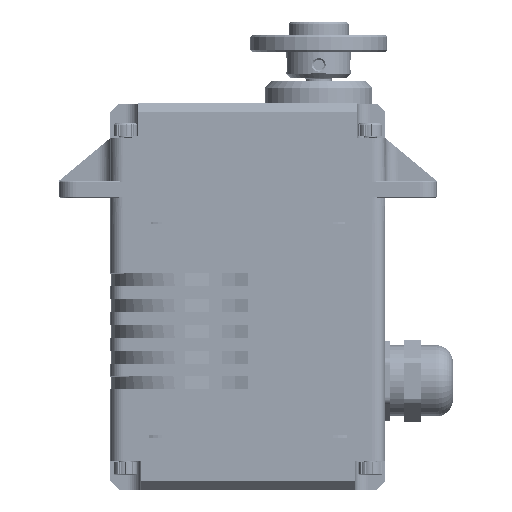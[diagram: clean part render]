
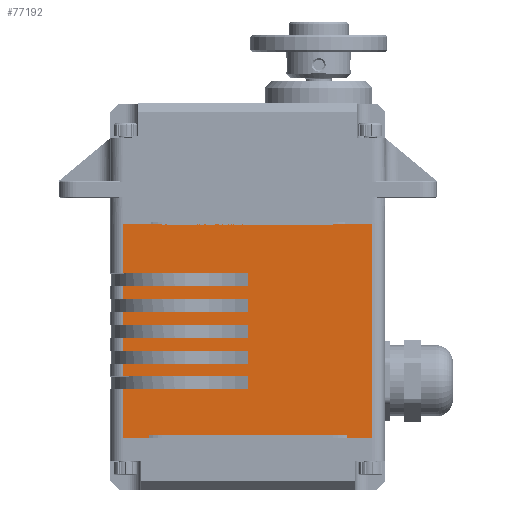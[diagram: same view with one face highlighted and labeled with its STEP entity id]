
A CAD part, top view. The second image highlights one B-rep face of the part: STEP entity #77192.
In plain terms, the highlighted planar face has unit normal (0, 0, 1).
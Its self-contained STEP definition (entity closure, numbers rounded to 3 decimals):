
#75084=DIRECTION('',(-1.,0.,0.));
#75085=VECTOR('',#75084,58.);
#75086=CARTESIAN_POINT('',(29.,0.,16.5));
#75087=LINE('',#75086,#75085);
#75255=DIRECTION('',(0.,-1.,0.));
#75256=VECTOR('',#75255,3.);
#75257=CARTESIAN_POINT('',(0.,-11.5,16.5));
#75258=LINE('',#75257,#75256);
#75264=DIRECTION('',(-1.,0.,0.));
#75265=VECTOR('',#75264,29.);
#75266=CARTESIAN_POINT('',(0.,-14.5,16.5));
#75267=LINE('',#75266,#75265);
#75302=DIRECTION('',(-1.,0.,0.));
#75303=VECTOR('',#75302,5.889);
#75304=CARTESIAN_POINT('',(-23.111,-49.8,16.5));
#75305=LINE('',#75304,#75303);
#75306=DIRECTION('',(-1.,0.,0.));
#75307=VECTOR('',#75306,29.);
#75308=CARTESIAN_POINT('',(0.,-35.5,16.5));
#75309=LINE('',#75308,#75307);
#75310=DIRECTION('',(-1.,0.,0.));
#75311=VECTOR('',#75310,29.);
#75312=CARTESIAN_POINT('',(0.,-29.5,16.5));
#75313=LINE('',#75312,#75311);
#75314=DIRECTION('',(-1.,0.,0.));
#75315=VECTOR('',#75314,29.);
#75316=CARTESIAN_POINT('',(0.,-23.5,16.5));
#75317=LINE('',#75316,#75315);
#75318=DIRECTION('',(-1.,0.,0.));
#75319=VECTOR('',#75318,29.);
#75320=CARTESIAN_POINT('',(0.,-17.5,16.5));
#75321=LINE('',#75320,#75319);
#75322=DIRECTION('',(-1.,0.,0.));
#75323=VECTOR('',#75322,29.);
#75324=CARTESIAN_POINT('',(0.,-11.5,16.5));
#75325=LINE('',#75324,#75323);
#75326=DIRECTION('',(-1.,0.,0.));
#75327=VECTOR('',#75326,5.889);
#75328=CARTESIAN_POINT('',(29.,-49.8,16.5));
#75329=LINE('',#75328,#75327);
#75330=DIRECTION('',(-1.,0.,0.));
#75331=VECTOR('',#75330,46.223);
#75332=CARTESIAN_POINT('',(23.111,-49.2,16.5));
#75333=LINE('',#75332,#75331);
#75334=DIRECTION('',(0.,-1.,0.));
#75335=VECTOR('',#75334,0.6);
#75336=CARTESIAN_POINT('',(-23.111,-49.2,16.5));
#75337=LINE('',#75336,#75335);
#75500=DIRECTION('',(0.,1.,0.));
#75501=VECTOR('',#75500,49.8);
#75502=CARTESIAN_POINT('',(29.,-49.8,16.5));
#75503=LINE('',#75502,#75501);
#75508=DIRECTION('',(0.,-1.,0.));
#75509=VECTOR('',#75508,0.6);
#75510=CARTESIAN_POINT('',(23.111,-49.2,16.5));
#75511=LINE('',#75510,#75509);
#75688=DIRECTION('',(0.,-1.,0.));
#75689=VECTOR('',#75688,3.);
#75690=CARTESIAN_POINT('',(-29.,-14.5,16.5));
#75691=LINE('',#75690,#75689);
#75730=DIRECTION('',(0.,-1.,0.));
#75731=VECTOR('',#75730,3.);
#75732=CARTESIAN_POINT('',(0.,-17.5,16.5));
#75733=LINE('',#75732,#75731);
#75739=DIRECTION('',(-1.,0.,0.));
#75740=VECTOR('',#75739,29.);
#75741=CARTESIAN_POINT('',(0.,-20.5,16.5));
#75742=LINE('',#75741,#75740);
#75777=DIRECTION('',(0.,-1.,0.));
#75778=VECTOR('',#75777,3.);
#75779=CARTESIAN_POINT('',(-29.,-20.5,16.5));
#75780=LINE('',#75779,#75778);
#75819=DIRECTION('',(0.,-1.,0.));
#75820=VECTOR('',#75819,3.);
#75821=CARTESIAN_POINT('',(0.,-23.5,16.5));
#75822=LINE('',#75821,#75820);
#75828=DIRECTION('',(-1.,0.,0.));
#75829=VECTOR('',#75828,29.);
#75830=CARTESIAN_POINT('',(0.,-26.5,16.5));
#75831=LINE('',#75830,#75829);
#75866=DIRECTION('',(0.,-1.,0.));
#75867=VECTOR('',#75866,3.);
#75868=CARTESIAN_POINT('',(-29.,-26.5,16.5));
#75869=LINE('',#75868,#75867);
#75908=DIRECTION('',(0.,-1.,0.));
#75909=VECTOR('',#75908,3.);
#75910=CARTESIAN_POINT('',(0.,-29.5,16.5));
#75911=LINE('',#75910,#75909);
#75917=DIRECTION('',(-1.,0.,0.));
#75918=VECTOR('',#75917,29.);
#75919=CARTESIAN_POINT('',(0.,-32.5,16.5));
#75920=LINE('',#75919,#75918);
#75955=DIRECTION('',(0.,-1.,0.));
#75956=VECTOR('',#75955,3.);
#75957=CARTESIAN_POINT('',(-29.,-32.5,16.5));
#75958=LINE('',#75957,#75956);
#76009=DIRECTION('',(0.,-1.,0.));
#76010=VECTOR('',#76009,3.);
#76011=CARTESIAN_POINT('',(0.,-35.5,16.5));
#76012=LINE('',#76011,#76010);
#76043=DIRECTION('',(-1.,0.,0.));
#76044=VECTOR('',#76043,29.);
#76045=CARTESIAN_POINT('',(0.,-38.5,16.5));
#76046=LINE('',#76045,#76044);
#76092=DIRECTION('',(0.,-1.,0.));
#76093=VECTOR('',#76092,11.3);
#76094=CARTESIAN_POINT('',(-29.,-38.5,16.5));
#76095=LINE('',#76094,#76093);
#76176=DIRECTION('',(0.,-1.,0.));
#76177=VECTOR('',#76176,11.5);
#76178=CARTESIAN_POINT('',(-29.,0.,16.5));
#76179=LINE('',#76178,#76177);
#76290=CARTESIAN_POINT('',(-29.,-35.5,16.5));
#76291=VERTEX_POINT('',#76290);
#76292=CARTESIAN_POINT('',(0.,-35.5,16.5));
#76293=VERTEX_POINT('',#76292);
#76347=CARTESIAN_POINT('',(0.,-32.5,16.5));
#76349=VERTEX_POINT('',#76347);
#76350=CARTESIAN_POINT('',(-29.,-32.5,16.5));
#76351=VERTEX_POINT('',#76350);
#76364=CARTESIAN_POINT('',(0.,-29.5,16.5));
#76365=VERTEX_POINT('',#76364);
#76408=CARTESIAN_POINT('',(-29.,-49.8,16.5));
#76409=VERTEX_POINT('',#76408);
#76410=CARTESIAN_POINT('',(-23.111,-49.8,16.5));
#76411=VERTEX_POINT('',#76410);
#76416=CARTESIAN_POINT('',(29.,-49.8,16.5));
#76417=CARTESIAN_POINT('',(23.111,-49.8,16.5));
#76418=VERTEX_POINT('',#76416);
#76419=VERTEX_POINT('',#76417);
#76458=CARTESIAN_POINT('',(-29.,-26.5,16.5));
#76459=VERTEX_POINT('',#76458);
#76460=CARTESIAN_POINT('',(-29.,-29.5,16.5));
#76461=VERTEX_POINT('',#76460);
#76462=CARTESIAN_POINT('',(-29.,-20.5,16.5));
#76463=VERTEX_POINT('',#76462);
#76464=CARTESIAN_POINT('',(-29.,-23.5,16.5));
#76465=VERTEX_POINT('',#76464);
#76466=CARTESIAN_POINT('',(-29.,-11.5,16.5));
#76467=VERTEX_POINT('',#76466);
#76468=CARTESIAN_POINT('',(-29.,0.,16.5));
#76469=VERTEX_POINT('',#76468);
#76470=CARTESIAN_POINT('',(-29.,-14.5,16.5));
#76471=VERTEX_POINT('',#76470);
#76472=CARTESIAN_POINT('',(-29.,-17.5,16.5));
#76473=VERTEX_POINT('',#76472);
#76474=CARTESIAN_POINT('',(-29.,-38.5,16.5));
#76475=VERTEX_POINT('',#76474);
#76476=CARTESIAN_POINT('',(0.,-38.5,16.5));
#76477=VERTEX_POINT('',#76476);
#76478=CARTESIAN_POINT('',(0.,-26.5,16.5));
#76479=VERTEX_POINT('',#76478);
#76480=CARTESIAN_POINT('',(0.,-23.5,16.5));
#76481=VERTEX_POINT('',#76480);
#76482=CARTESIAN_POINT('',(0.,-20.5,16.5));
#76483=VERTEX_POINT('',#76482);
#76484=CARTESIAN_POINT('',(0.,-17.5,16.5));
#76485=VERTEX_POINT('',#76484);
#76486=CARTESIAN_POINT('',(0.,-14.5,16.5));
#76487=VERTEX_POINT('',#76486);
#76488=CARTESIAN_POINT('',(0.,-11.5,16.5));
#76489=VERTEX_POINT('',#76488);
#76490=CARTESIAN_POINT('',(29.,0.,16.5));
#76491=VERTEX_POINT('',#76490);
#76492=CARTESIAN_POINT('',(23.111,-49.2,16.5));
#76493=VERTEX_POINT('',#76492);
#76494=CARTESIAN_POINT('',(-23.111,-49.2,16.5));
#76495=VERTEX_POINT('',#76494);
#77133=CARTESIAN_POINT('',(-29.,0.,16.5));
#77134=DIRECTION('',(0.,0.,1.));
#77135=DIRECTION('',(1.,0.,0.));
#77136=AXIS2_PLACEMENT_3D('',#77133,#77134,#77135);
#77137=PLANE('',#77136);
#77139=ORIENTED_EDGE('',*,*,#77138,.T.);
#77141=ORIENTED_EDGE('',*,*,#77140,.F.);
#77143=ORIENTED_EDGE('',*,*,#77142,.F.);
#77145=ORIENTED_EDGE('',*,*,#77144,.F.);
#77147=ORIENTED_EDGE('',*,*,#77146,.T.);
#77149=ORIENTED_EDGE('',*,*,#77148,.F.);
#77151=ORIENTED_EDGE('',*,*,#77150,.F.);
#77153=ORIENTED_EDGE('',*,*,#77152,.F.);
#77155=ORIENTED_EDGE('',*,*,#77154,.T.);
#77157=ORIENTED_EDGE('',*,*,#77156,.F.);
#77159=ORIENTED_EDGE('',*,*,#77158,.F.);
#77161=ORIENTED_EDGE('',*,*,#77160,.F.);
#77163=ORIENTED_EDGE('',*,*,#77162,.T.);
#77165=ORIENTED_EDGE('',*,*,#77164,.F.);
#77167=ORIENTED_EDGE('',*,*,#77166,.F.);
#77169=ORIENTED_EDGE('',*,*,#77168,.F.);
#77171=ORIENTED_EDGE('',*,*,#77170,.T.);
#77173=ORIENTED_EDGE('',*,*,#77172,.F.);
#77174=ORIENTED_EDGE('',*,*,#77105,.F.);
#77175=ORIENTED_EDGE('',*,*,#77087,.F.);
#77176=ORIENTED_EDGE('',*,*,#77053,.T.);
#77178=ORIENTED_EDGE('',*,*,#77177,.F.);
#77179=ORIENTED_EDGE('',*,*,#76946,.F.);
#77181=ORIENTED_EDGE('',*,*,#77180,.F.);
#77183=ORIENTED_EDGE('',*,*,#77182,.T.);
#77185=ORIENTED_EDGE('',*,*,#77184,.F.);
#77187=ORIENTED_EDGE('',*,*,#77186,.T.);
#77189=ORIENTED_EDGE('',*,*,#77188,.T.);
#77190=EDGE_LOOP('',(#77139,#77141,#77143,#77145,#77147,#77149,#77151,#77153,
#77155,#77157,#77159,#77161,#77163,#77165,#77167,#77169,#77171,#77173,#77174,
#77175,#77176,#77178,#77179,#77181,#77183,#77185,#77187,#77189));
#77191=FACE_OUTER_BOUND('',#77190,.F.);
#77192=ADVANCED_FACE('',(#77191),#77137,.T.);
#76946=EDGE_CURVE('',#76491,#76469,#75087,.T.);
#77053=EDGE_CURVE('',#76489,#76467,#75325,.T.);
#77087=EDGE_CURVE('',#76489,#76487,#75258,.T.);
#77105=EDGE_CURVE('',#76487,#76471,#75267,.T.);
#77138=EDGE_CURVE('',#76411,#76409,#75305,.T.);
#77140=EDGE_CURVE('',#76475,#76409,#76095,.T.);
#77142=EDGE_CURVE('',#76477,#76475,#76046,.T.);
#77144=EDGE_CURVE('',#76293,#76477,#76012,.T.);
#77146=EDGE_CURVE('',#76293,#76291,#75309,.T.);
#77148=EDGE_CURVE('',#76351,#76291,#75958,.T.);
#77150=EDGE_CURVE('',#76349,#76351,#75920,.T.);
#77152=EDGE_CURVE('',#76365,#76349,#75911,.T.);
#77154=EDGE_CURVE('',#76365,#76461,#75313,.T.);
#77156=EDGE_CURVE('',#76459,#76461,#75869,.T.);
#77158=EDGE_CURVE('',#76479,#76459,#75831,.T.);
#77160=EDGE_CURVE('',#76481,#76479,#75822,.T.);
#77162=EDGE_CURVE('',#76481,#76465,#75317,.T.);
#77164=EDGE_CURVE('',#76463,#76465,#75780,.T.);
#77166=EDGE_CURVE('',#76483,#76463,#75742,.T.);
#77168=EDGE_CURVE('',#76485,#76483,#75733,.T.);
#77170=EDGE_CURVE('',#76485,#76473,#75321,.T.);
#77172=EDGE_CURVE('',#76471,#76473,#75691,.T.);
#77177=EDGE_CURVE('',#76469,#76467,#76179,.T.);
#77180=EDGE_CURVE('',#76418,#76491,#75503,.T.);
#77182=EDGE_CURVE('',#76418,#76419,#75329,.T.);
#77184=EDGE_CURVE('',#76493,#76419,#75511,.T.);
#77186=EDGE_CURVE('',#76493,#76495,#75333,.T.);
#77188=EDGE_CURVE('',#76495,#76411,#75337,.T.);
